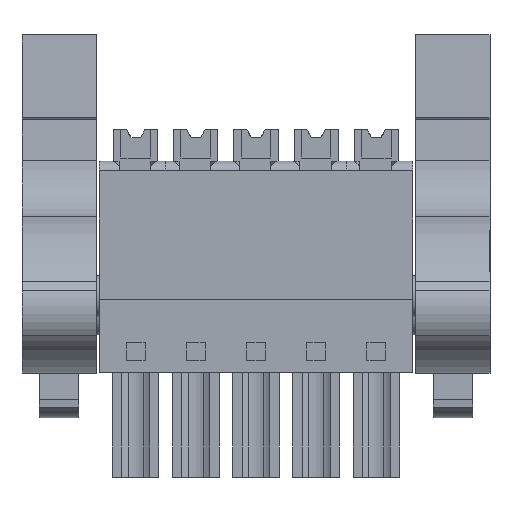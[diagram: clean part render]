
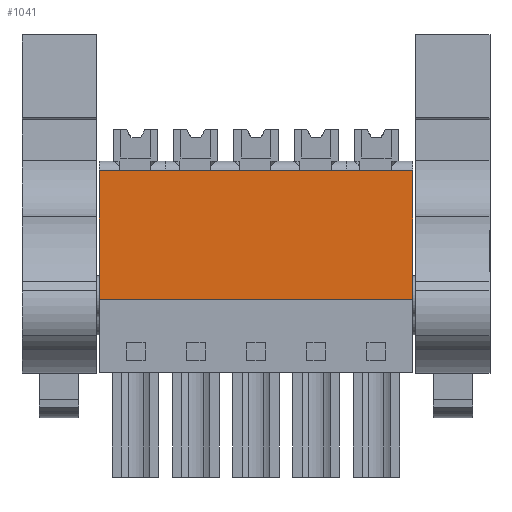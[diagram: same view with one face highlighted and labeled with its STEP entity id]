
A CAD part, front view. The second image highlights one B-rep face of the part: STEP entity #1041.
In plain terms, the highlighted planar face has unit normal (0, -1, 0).
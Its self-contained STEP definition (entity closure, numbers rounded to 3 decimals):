
#1021=AXIS2_PLACEMENT_3D('Plane Axis2P3D',#1018,#1019,#1020) ;
#77=CARTESIAN_POINT('Vertex',(4.9,2.029,11.25)) ;
#80=CARTESIAN_POINT('Line Origine',(4.9,2.029,13.3)) ;
#84=CARTESIAN_POINT('Vertex',(4.9,2.029,19.4)) ;
#1003=CARTESIAN_POINT('Vertex',(24.74,2.029,11.25)) ;
#1006=CARTESIAN_POINT('Line Origine',(14.82,2.029,11.25)) ;
#1018=CARTESIAN_POINT('Axis2P3D Location',(8.61,2.029,19.4)) ;
#1023=CARTESIAN_POINT('Line Origine',(24.74,2.029,15.325)) ;
#1027=CARTESIAN_POINT('Vertex',(24.74,2.029,19.4)) ;
#1030=CARTESIAN_POINT('Line Origine',(14.82,2.029,19.4)) ;
#81=DIRECTION('Vector Direction',(0.,0.,1.)) ;
#1007=DIRECTION('Vector Direction',(1.,0.,0.)) ;
#1019=DIRECTION('Axis2P3D Direction',(0.,-1.,0.)) ;
#1020=DIRECTION('Axis2P3D XDirection',(0.,0.,-1.)) ;
#1024=DIRECTION('Vector Direction',(0.,0.,-1.)) ;
#1031=DIRECTION('Vector Direction',(1.,0.,0.)) ;
#82=VECTOR('Line Direction',#81,1.) ;
#1008=VECTOR('Line Direction',#1007,1.) ;
#1025=VECTOR('Line Direction',#1024,1.) ;
#1032=VECTOR('Line Direction',#1031,1.) ;
#1036=ORIENTED_EDGE('',*,*,#1010,.T.) ;
#1037=ORIENTED_EDGE('',*,*,#1029,.F.) ;
#1038=ORIENTED_EDGE('',*,*,#1034,.F.) ;
#1039=ORIENTED_EDGE('',*,*,#86,.F.) ;
#1041=ADVANCED_FACE('HOUSING',(#1040),#1022,.T.) ;
#86=EDGE_CURVE('',#78,#85,#83,.T.) ;
#1010=EDGE_CURVE('',#78,#1004,#1009,.T.) ;
#1029=EDGE_CURVE('',#1028,#1004,#1026,.T.) ;
#1034=EDGE_CURVE('',#85,#1028,#1033,.T.) ;
#1035=EDGE_LOOP('',(#1036,#1037,#1038,#1039)) ;
#1040=FACE_OUTER_BOUND('',#1035,.T.) ;
#83=LINE('Line',#80,#82) ;
#1009=LINE('Line',#1006,#1008) ;
#1026=LINE('Line',#1023,#1025) ;
#1033=LINE('Line',#1030,#1032) ;
#1022=PLANE('',#1021) ;
#78=VERTEX_POINT('',#77) ;
#85=VERTEX_POINT('',#84) ;
#1004=VERTEX_POINT('',#1003) ;
#1028=VERTEX_POINT('',#1027) ;
